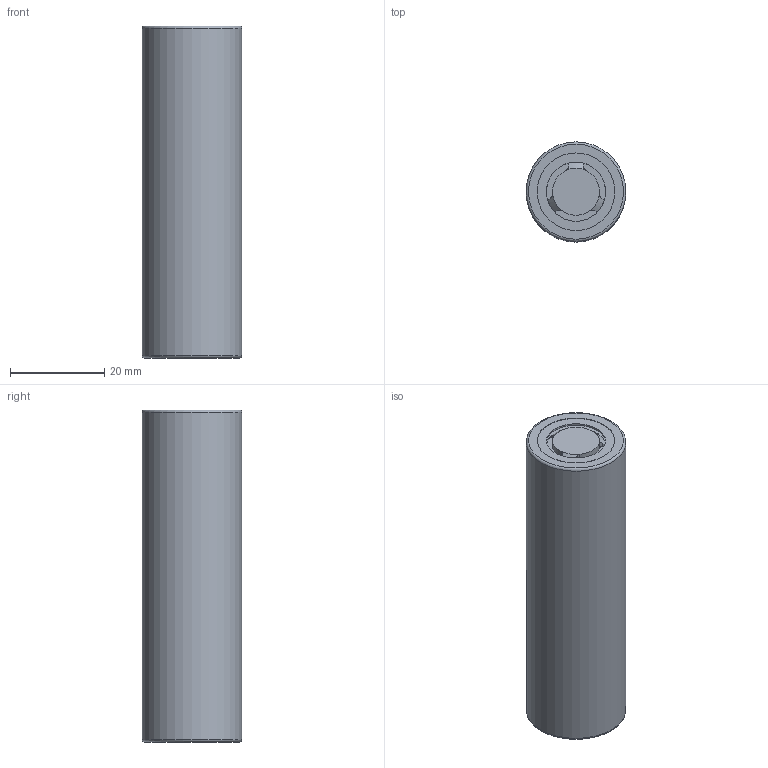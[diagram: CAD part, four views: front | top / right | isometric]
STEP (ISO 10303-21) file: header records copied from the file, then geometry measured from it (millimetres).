
FILE_DESCRIPTION(/* description */ (''),/* implementation_level */ '2;1');
FILE_NAME(/* name */ '21700.step',/* time_stamp */ '2024-07-26T20:09:24+02:00',/* author */ (''),/* organization */ (''),/* preprocessor_version */ 'ST-DEVELOPER v20',/* originating_system */ 'Autodesk Translation Framework v13.14.0.145',/* authorisation */ '');
FILE_SCHEMA (('AUTOMOTIVE_DESIGN { 1 0 10303 214 3 1 1 }'));
Length unit declared in the file: millimetre
Products named in the file (1): 21700
Bounding box: 21.2 x 21.2 x 70.6 mm (x, y, z)
Volume: 24750.2 mm3; surface area: 5670.4 mm2
Topology: 1 solids, 1 shells, 44 faces, 97 edges, 60 vertices
Faces by surface type: cylinder 23, plane 16, cone 3, torus 2
Full cylindrical faces by diameter (mm): 12.6 x1, 16.5 x3, 21.2 x1
Entity records: 1378 total; most frequent: CARTESIAN_POINT 349, DIRECTION 213, ORIENTED_EDGE 194, EDGE_CURVE 97, AXIS2_PLACEMENT_3D 89, VERTEX_POINT 60, EDGE_LOOP 49, FACE_OUTER_BOUND 44
